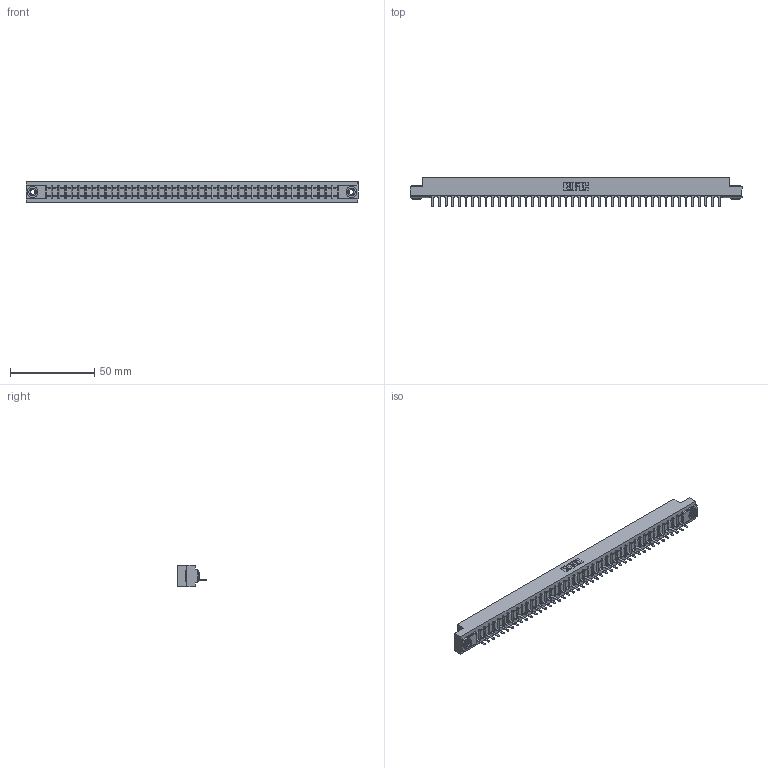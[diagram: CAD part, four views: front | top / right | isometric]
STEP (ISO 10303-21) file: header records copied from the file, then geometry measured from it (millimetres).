
FILE_DESCRIPTION (( 'STEP AP203' ), '1' );
FILE_NAME ('307-044-525-103.STEP', '2019-09-04T09:03:40', ( '' ), ( '' ), 'SwSTEP 2.0', 'SolidWorks 2016', '' );
FILE_SCHEMA (( 'CONFIG_CONTROL_DESIGN' ));
Length unit declared in the file: inch
Products named in the file (4): 345-250-002_345-250-002-102; 307-044-525-103; 307-290-001_525; 307 Part_.156 Dia Mounting Holes
Assembly tree (47 placements, depth 2):
  307-044-525-103
    307 Part_.156 Dia Mounting Holes
    307-290-001_525  x44
    345-250-002_345-250-002-102  x2
Bounding box: 197.36 x 17.42 x 12.7 mm (x, y, z)
Volume: 20466.7 mm3; surface area: 21677 mm2
Topology: 47 solids, 47 shells, 2679 faces, 7563 edges, 4858 vertices
Faces by surface type: plane 1722, cylinder 859, sphere 90, cone 8
Entity records: 38507 total; most frequent: CARTESIAN_POINT 6465, ORIENTED_EDGE 6442, DIRECTION 6301, EDGE_CURVE 3221, VECTOR 2465, LINE 2465, VERTEX_POINT 2082, AXIS2_PLACEMENT_3D 1918
